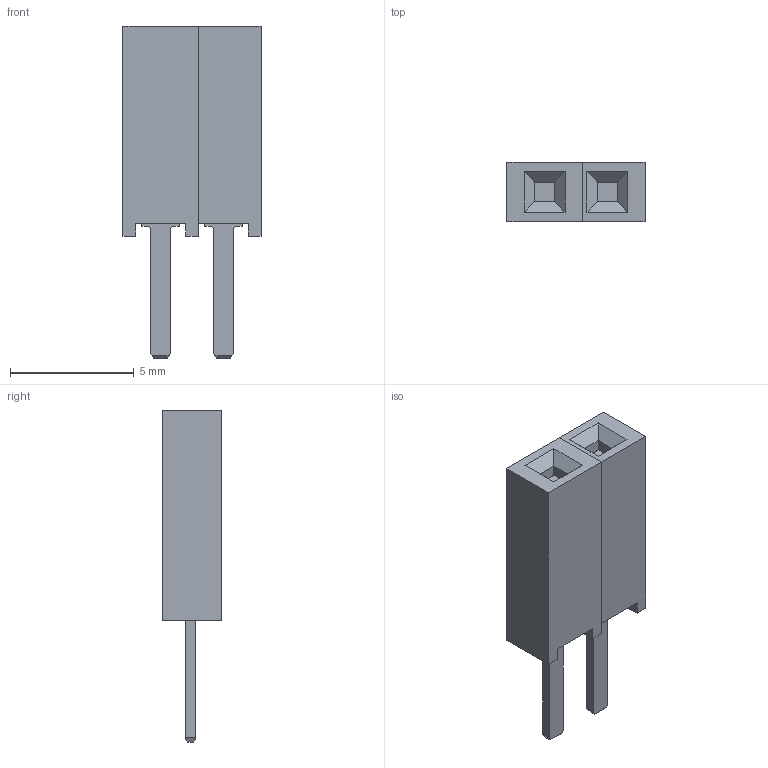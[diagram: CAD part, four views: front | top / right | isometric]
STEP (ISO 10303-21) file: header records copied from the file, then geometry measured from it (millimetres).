
FILE_DESCRIPTION((''),'2;1');
FILE_NAME('SAMTEC_SSW-102-02-L-S.stp','2013-03-27T09:05:04',(''),(''),'Mechanical Desktop 2011','Mechanical Desktop 2011',', , ');
FILE_SCHEMA(('AUTOMOTIVE_DESIGN { 1 2 10303 214 1 1 1 1 }'));
Length unit declared in the file: millimetre
Products named in the file (1): Product
Bounding box: 5.59 x 2.41 x 13.44 mm (x, y, z)
Volume: 117.5 mm3; surface area: 392.3 mm2
Topology: 6 solids, 6 shells, 132 faces, 342 edges, 220 vertices
Faces by surface type: plane 124, bspline 4, cylinder 4
Entity records: 3984 total; most frequent: CARTESIAN_POINT 707, ORIENTED_EDGE 684, DIRECTION 608, EDGE_CURVE 342, VECTOR 334, LINE 334, VERTEX_POINT 220, AXIS2_PLACEMENT_3D 137
